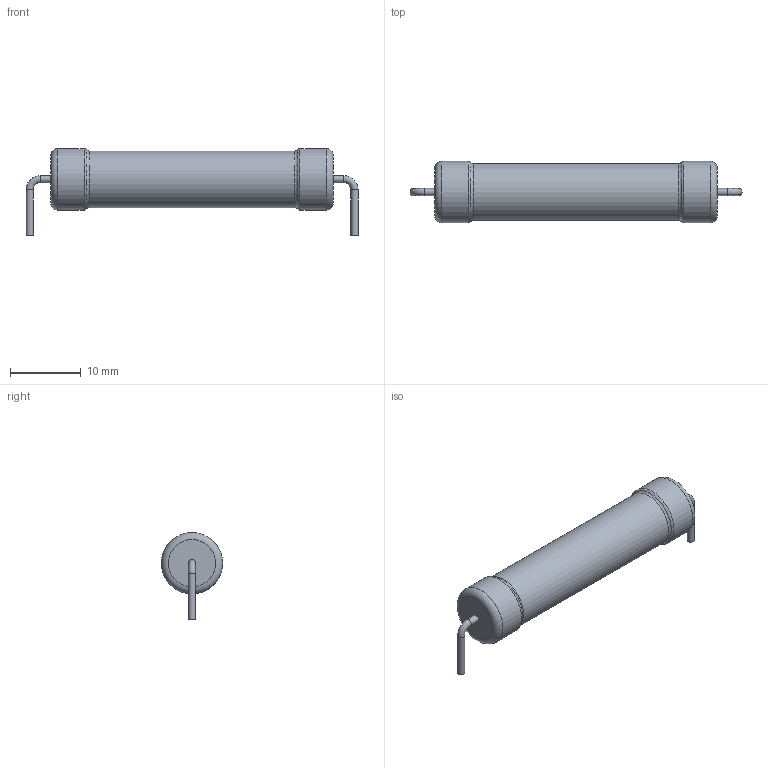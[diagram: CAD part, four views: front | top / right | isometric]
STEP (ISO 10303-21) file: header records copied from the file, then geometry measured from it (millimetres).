
FILE_DESCRIPTION(/* description */ (''),/* implementation_level */ '2;1');
FILE_NAME(/* name */ 'RES_EBG_SSX 39.stp',/* time_stamp */ '2015-03-17T08:56:09+01:00',/* author */ ('admchouv'),/* organization */ (''),/* preprocessor_version */ 'ST-DEVELOPER v15.5',/* originating_system */ 'AutoCAD Mechanical',/* authorisation */ '');
FILE_SCHEMA (('AUTOMOTIVE_DESIGN { 1 0 10303 214 3 1 1 }'));
Length unit declared in the file: millimetre
Products named in the file (1): Product
Bounding box: 47 x 8.7 x 12.3 mm (x, y, z)
Volume: 2109.2 mm3; surface area: 1195.6 mm2
Topology: 3 solids, 3 shells, 21 faces, 35 edges, 20 vertices
Faces by surface type: torus 8, cylinder 7, plane 6
Full cylindrical faces by diameter (mm): 1 x4, 8 x1, 8.7 x2
Entity records: 431 total; most frequent: DIRECTION 80, CARTESIAN_POINT 58, AXIS2_PLACEMENT_3D 40, EDGE_LOOP 36, ORIENTED_EDGE 36, FACE_OUTER_BOUND 21, ADVANCED_FACE 21, CIRCLE 18
